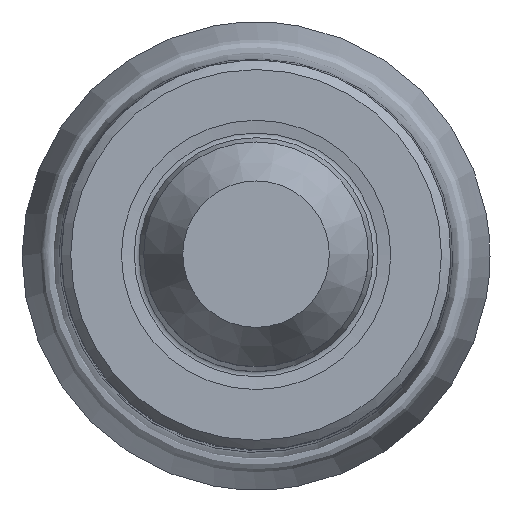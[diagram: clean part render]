
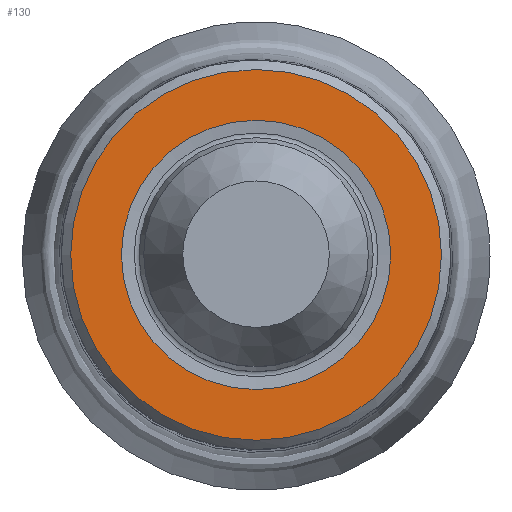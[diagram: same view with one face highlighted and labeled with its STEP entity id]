
A CAD part, top view. The second image highlights one B-rep face of the part: STEP entity #130.
In plain terms, the highlighted planar face has unit normal (0, 0, 1).
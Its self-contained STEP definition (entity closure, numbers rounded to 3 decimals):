
#107=PLANE('',#514);
#130=ADVANCED_FACE('CU_SU1',(#170,#171),#107,.F.);
#170=FACE_BOUND('',#220,.T.);
#171=FACE_BOUND('',#221,.T.);
#220=EDGE_LOOP('',(#270));
#221=EDGE_LOOP('',(#271));
#270=ORIENTED_EDGE('',*,*,#339,.F.);
#271=ORIENTED_EDGE('',*,*,#340,.T.);
#313=VERTEX_POINT('',#727);
#314=VERTEX_POINT('',#730);
#339=EDGE_CURVE('',#313,#313,#364,.T.);
#340=EDGE_CURVE('',#314,#314,#365,.T.);
#364=CIRCLE('',#511,9.9);
#365=CIRCLE('',#513,7.19);
#511=AXIS2_PLACEMENT_3D('',#726,#604,#605);
#513=AXIS2_PLACEMENT_3D('',#729,#608,#609);
#514=AXIS2_PLACEMENT_3D('',#731,#610,#611);
#604=DIRECTION('',(0.,0.,-1.));
#605=DIRECTION('',(-1.,0.,0.));
#608=DIRECTION('',(0.,0.,-1.));
#609=DIRECTION('',(-1.,0.,0.));
#610=DIRECTION('',(0.,0.,-1.));
#611=DIRECTION('',(-1.,0.,0.));
#726=CARTESIAN_POINT('',(0.,0.,0.));
#727=CARTESIAN_POINT('',(-9.9,0.,0.));
#729=CARTESIAN_POINT('',(0.,0.,0.));
#730=CARTESIAN_POINT('',(-7.19,0.,0.));
#731=CARTESIAN_POINT('',(0.,7.19,0.));
